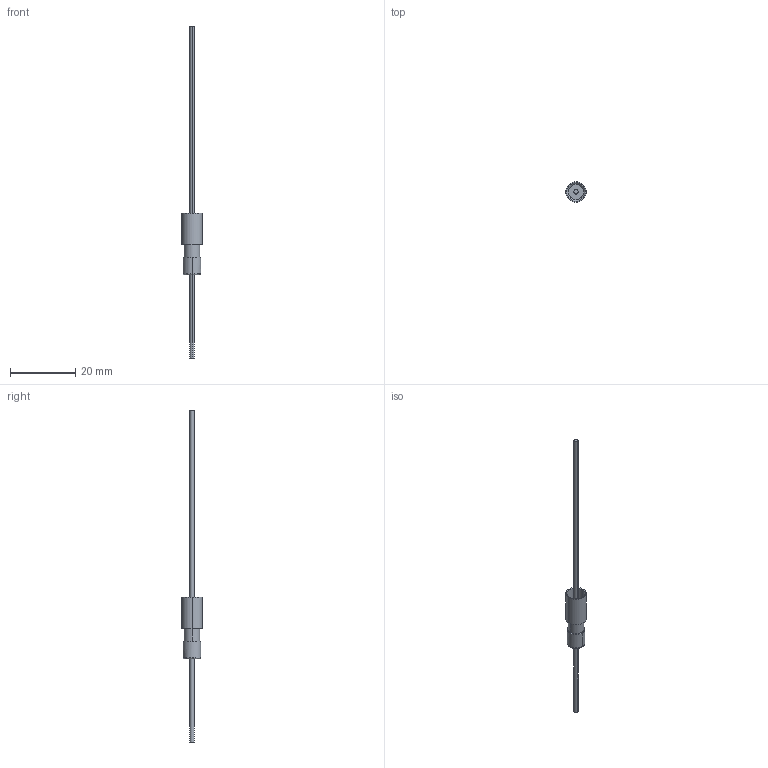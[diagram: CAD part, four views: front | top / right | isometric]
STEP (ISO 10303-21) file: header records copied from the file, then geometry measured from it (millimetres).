
FILE_DESCRIPTION (( 'STEP AP203' ), '1' );
FILE_NAME ('A0076-6-W.STEP', '2013-09-16T11:08:54', ( '' ), ( '' ), 'SwSTEP 2.0', 'SolidWorks 2012', '' );
FILE_SCHEMA (( 'CONFIG_CONTROL_DESIGN' ));
Length unit declared in the file: inch
Products named in the file (1): A0076-6-W
Bounding box: 6.27 x 6.27 x 101.6 mm (x, y, z)
Volume: 455.4 mm3; surface area: 995.2 mm2
Topology: 1 solids, 2 shells, 38 faces, 84 edges, 54 vertices
Faces by surface type: cylinder 20, cone 8, plane 8, bspline 2
Entity records: 1177 total; most frequent: CARTESIAN_POINT 213, DIRECTION 210, ORIENTED_EDGE 168, AXIS2_PLACEMENT_3D 91, EDGE_CURVE 84, CIRCLE 54, VERTEX_POINT 54, EDGE_LOOP 44
